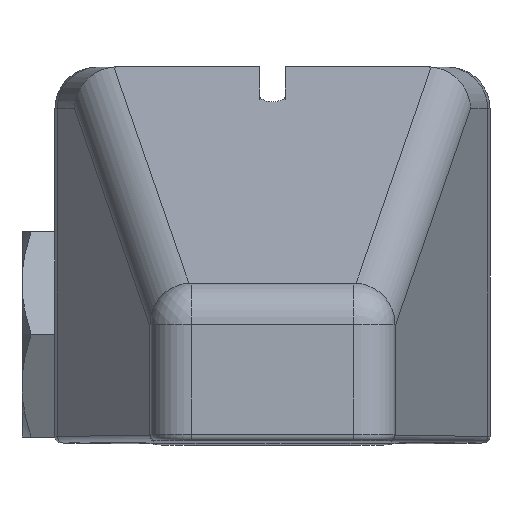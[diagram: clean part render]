
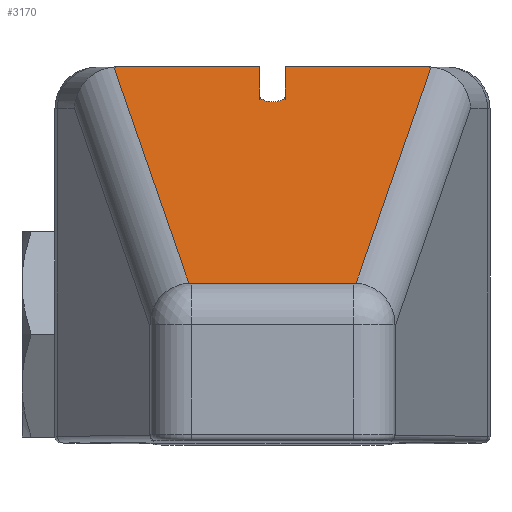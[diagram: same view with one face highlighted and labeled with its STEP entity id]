
A CAD part, top view. The second image highlights one B-rep face of the part: STEP entity #3170.
In plain terms, the highlighted planar face has unit normal (0, 0.906, 0.423).
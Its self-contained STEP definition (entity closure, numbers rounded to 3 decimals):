
#171=DIRECTION('',(-1.,0.,0.));
#172=VECTOR('',#171,16.7);
#173=CARTESIAN_POINT('',(18.161,43.815,16.65));
#174=LINE('',#173,#172);
#236=DIRECTION('',(-1.,0.,0.));
#237=VECTOR('',#236,16.7);
#238=CARTESIAN_POINT('',(-1.461,43.815,16.65));
#239=LINE('',#238,#237);
#714=DIRECTION('',(-1.,0.,0.));
#715=VECTOR('',#714,18.923);
#716=CARTESIAN_POINT('',(9.462,18.415,71.12));
#717=LINE('',#716,#715);
#721=DIRECTION('',(-0.144,0.418,-0.897));
#722=VECTOR('',#721,60.728);
#723=CARTESIAN_POINT('',(-9.725,18.408,71.135));
#724=LINE('',#723,#722);
#728=CARTESIAN_POINT('',(-18.485,43.804,16.673));
#729=CARTESIAN_POINT('',(-18.377,43.811,16.657));
#730=CARTESIAN_POINT('',(-18.269,43.815,16.65));
#731=CARTESIAN_POINT('',(-18.161,43.815,16.65));
#736=DIRECTION('',(0.,-0.423,0.906));
#737=VECTOR('',#736,8.044);
#738=CARTESIAN_POINT('',(-1.461,43.815,16.65));
#739=LINE('',#738,#737);
#743=CARTESIAN_POINT('',(1.461,40.416,23.94));
#744=CARTESIAN_POINT('',(1.461,40.335,24.112));
#745=CARTESIAN_POINT('',(1.398,40.162,24.483));
#746=CARTESIAN_POINT('',(1.065,39.92,25.003));
#747=CARTESIAN_POINT('',(0.54,39.764,25.338));
#748=CARTESIAN_POINT('',(0.,39.72,25.431));
#749=CARTESIAN_POINT('',(-0.54,39.764,25.338));
#750=CARTESIAN_POINT('',(-1.065,39.92,25.003));
#751=CARTESIAN_POINT('',(-1.398,40.162,24.483));
#752=CARTESIAN_POINT('',(-1.461,40.335,24.112));
#753=CARTESIAN_POINT('',(-1.461,40.416,23.94));
#758=DIRECTION('',(0.,-0.423,0.906));
#759=VECTOR('',#758,8.044);
#760=CARTESIAN_POINT('',(1.461,43.815,16.65));
#761=LINE('',#760,#759);
#765=CARTESIAN_POINT('',(18.485,43.804,16.673));
#766=CARTESIAN_POINT('',(18.377,43.811,16.657));
#767=CARTESIAN_POINT('',(18.269,43.815,16.65));
#768=CARTESIAN_POINT('',(18.161,43.815,16.65));
#773=DIRECTION('',(-0.144,-0.418,0.897));
#774=VECTOR('',#773,60.728);
#775=CARTESIAN_POINT('',(18.485,43.804,16.673));
#776=LINE('',#775,#774);
#780=CARTESIAN_POINT('',(9.725,18.408,71.135));
#781=CARTESIAN_POINT('',(9.638,18.413,71.125));
#782=CARTESIAN_POINT('',(9.55,18.415,71.12));
#783=CARTESIAN_POINT('',(9.462,18.415,71.12));
#810=CARTESIAN_POINT('',(9.725,18.408,71.135));
#1186=CARTESIAN_POINT('',(-9.725,18.408,71.135));
#1217=CARTESIAN_POINT('',(-9.725,18.408,71.135));
#1218=CARTESIAN_POINT('',(-9.638,18.413,71.125));
#1219=CARTESIAN_POINT('',(-9.55,18.415,71.12));
#1220=CARTESIAN_POINT('',(-9.462,18.415,71.12));
#2413=CARTESIAN_POINT('',(-1.461,43.815,16.65));
#2415=VERTEX_POINT('',#2413);
#2421=CARTESIAN_POINT('',(1.461,43.815,16.65));
#2423=VERTEX_POINT('',#2421);
#2424=VERTEX_POINT('',#743);
#2425=VERTEX_POINT('',#753);
#2499=CARTESIAN_POINT('',(18.161,43.815,16.65));
#2500=VERTEX_POINT('',#2499);
#2503=VERTEX_POINT('',#765);
#2509=CARTESIAN_POINT('',(9.462,18.415,71.12));
#2511=VERTEX_POINT('',#2509);
#2523=CARTESIAN_POINT('',(-9.462,18.415,71.12));
#2524=VERTEX_POINT('',#2523);
#2530=CARTESIAN_POINT('',(-18.161,43.815,16.65));
#2532=VERTEX_POINT('',#2530);
#2533=VERTEX_POINT('',#728);
#2560=VERTEX_POINT('',#810);
#2561=VERTEX_POINT('',#1186);
#3144=CARTESIAN_POINT('',(30.493,18.415,71.12));
#3145=DIRECTION('',(0.,-0.906,-0.423));
#3146=DIRECTION('',(0.,0.423,-0.906));
#3147=AXIS2_PLACEMENT_3D('',#3144,#3145,#3146);
#3148=PLANE('',#3147);
#3150=ORIENTED_EDGE('',*,*,#3149,.T.);
#3152=ORIENTED_EDGE('',*,*,#3151,.F.);
#3154=ORIENTED_EDGE('',*,*,#3153,.T.);
#3155=ORIENTED_EDGE('',*,*,#3134,.T.);
#3156=ORIENTED_EDGE('',*,*,#2797,.F.);
#3158=ORIENTED_EDGE('',*,*,#3157,.T.);
#3159=ORIENTED_EDGE('',*,*,#2696,.F.);
#3160=ORIENTED_EDGE('',*,*,#2710,.F.);
#3161=ORIENTED_EDGE('',*,*,#2767,.F.);
#3163=ORIENTED_EDGE('',*,*,#3162,.F.);
#3165=ORIENTED_EDGE('',*,*,#3164,.T.);
#3167=ORIENTED_EDGE('',*,*,#3166,.T.);
#3168=EDGE_LOOP('',(#3150,#3152,#3154,#3155,#3156,#3158,#3159,#3160,#3161,#3163,
#3165,#3167));
#3169=FACE_OUTER_BOUND('',#3168,.F.);
#732=B_SPLINE_CURVE_WITH_KNOTS('',3,(#728,#729,#730,#731),.UNSPECIFIED.,.F.,.F.,
(4,4),(0.,1.),.UNSPECIFIED.);
#754=B_SPLINE_CURVE_WITH_KNOTS('',3,(#743,#744,#745,#746,#747,#748,#749,#750,
#751,#752,#753),.UNSPECIFIED.,.F.,.F.,(4,1,1,1,1,1,1,1,4),(0.,0.125,0.25,
0.375,0.5,0.625,0.75,0.875,1.),.UNSPECIFIED.);
#769=B_SPLINE_CURVE_WITH_KNOTS('',3,(#765,#766,#767,#768),.UNSPECIFIED.,.F.,.F.,
(4,4),(0.,1.),.UNSPECIFIED.);
#784=B_SPLINE_CURVE_WITH_KNOTS('',3,(#780,#781,#782,#783),.UNSPECIFIED.,.F.,.F.,
(4,4),(0.,1.),.UNSPECIFIED.);
#1221=B_SPLINE_CURVE_WITH_KNOTS('',3,(#1217,#1218,#1219,#1220),.UNSPECIFIED.,
.F.,.F.,(4,4),(0.,1.),.UNSPECIFIED.);
#2696=EDGE_CURVE('',#2424,#2425,#754,.T.);
#2710=EDGE_CURVE('',#2423,#2424,#761,.T.);
#2767=EDGE_CURVE('',#2500,#2423,#174,.T.);
#2797=EDGE_CURVE('',#2415,#2532,#239,.T.);
#3134=EDGE_CURVE('',#2533,#2532,#732,.T.);
#3149=EDGE_CURVE('',#2511,#2524,#717,.T.);
#3151=EDGE_CURVE('',#2561,#2524,#1221,.T.);
#3153=EDGE_CURVE('',#2561,#2533,#724,.T.);
#3157=EDGE_CURVE('',#2415,#2425,#739,.T.);
#3162=EDGE_CURVE('',#2503,#2500,#769,.T.);
#3164=EDGE_CURVE('',#2503,#2560,#776,.T.);
#3166=EDGE_CURVE('',#2560,#2511,#784,.T.);
#3170=ADVANCED_FACE('',(#3169),#3148,.F.);
